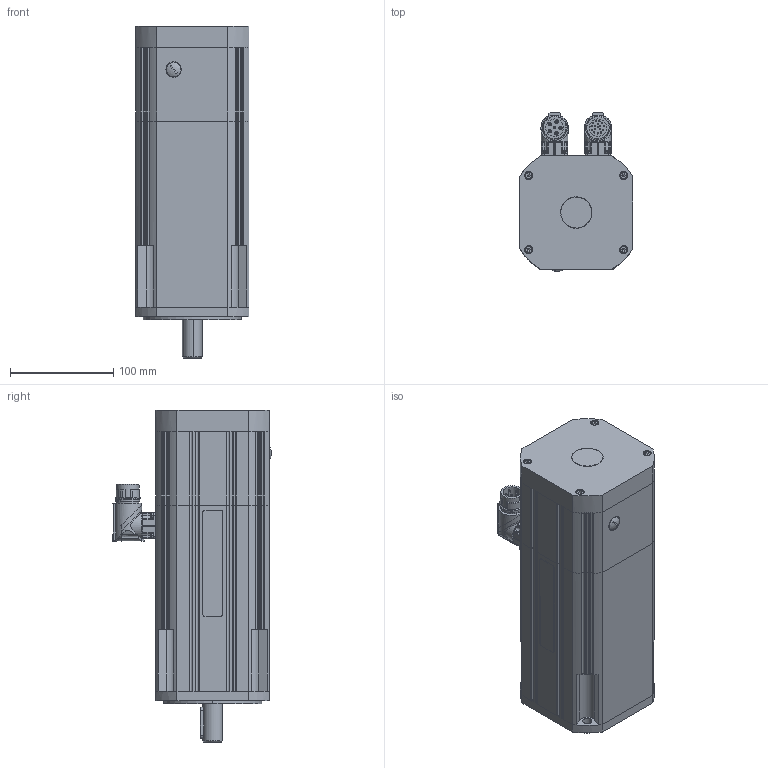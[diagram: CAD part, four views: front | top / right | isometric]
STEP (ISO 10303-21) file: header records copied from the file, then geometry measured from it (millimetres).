
FILE_DESCRIPTION((''),'2;1');
FILE_NAME('FP-1111 + Encoder Heidenhain ECN-EQN 1100 + Fre Keb 07-18.stp','2012-02-06T10:32:43',('jlopez'),(''),'Autodesk Inventor 9','Autodesk Inventor 9','');
FILE_SCHEMA(('AUTOMOTIVE_DESIGN { 1 0 10303 214 1 1 1 1 }'));
Length unit declared in the file: millimetre
Products named in the file (1): Pieza1
Bounding box: 110.5 x 154.13 x 321.9 mm (x, y, z)
Volume: 3441140.6 mm3; surface area: 216307.1 mm2
Topology: 23 solids, 23 shells, 1522 faces, 3890 edges, 2340 vertices
Faces by surface type: cylinder 671, plane 469, cone 147, bspline 126, torus 62, sphere 47
Entity records: 47311 total; most frequent: CARTESIAN_POINT 10620, DIRECTION 8115, ORIENTED_EDGE 7528, EDGE_CURVE 3764, AXIS2_PLACEMENT_3D 3214, VERTEX_POINT 2340, CIRCLE 1745, EDGE_LOOP 1707
